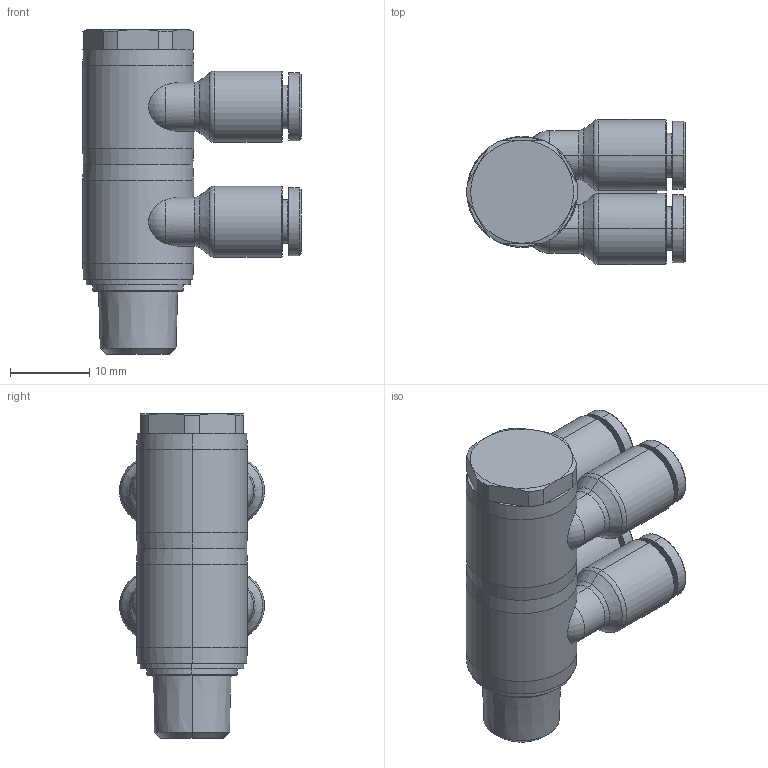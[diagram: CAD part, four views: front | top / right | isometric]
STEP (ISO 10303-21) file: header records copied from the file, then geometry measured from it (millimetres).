
FILE_DESCRIPTION((''),'2;1');
FILE_NAME('GPA_0401(2)(3D).stp','2012-12-17T14:20:53',(''),(''),'Mechanical Desktop.R8.0.24.0','Mechanical Desktop.R8.0.24.0',', , ');
FILE_SCHEMA(('CONFIG_CONTROL_DESIGN'));
Length unit declared in the file: millimetre
Products named in the file (2): GPA_0401(2)(3D); 睡ヶ1
Assembly tree (1 placements, depth 2):
  GPA_0401(2)(3D)
    睡ヶ1
Bounding box: 27.6 x 18.3 x 41 mm (x, y, z)
Volume: 7226.7 mm3; surface area: 5407.8 mm2
Topology: 1 solids, 1 shells, 1641 faces, 4604 edges, 3035 vertices
Faces by surface type: plane 1349, bspline 116, cylinder 92, cone 68, torus 12, sphere 4
Entity records: 54223 total; most frequent: CARTESIAN_POINT 11920, ORIENTED_EDGE 9204, DIRECTION 8106, EDGE_CURVE 4602, VECTOR 4040, LINE 4040, VERTEX_POINT 3035, AXIS2_PLACEMENT_3D 2033
